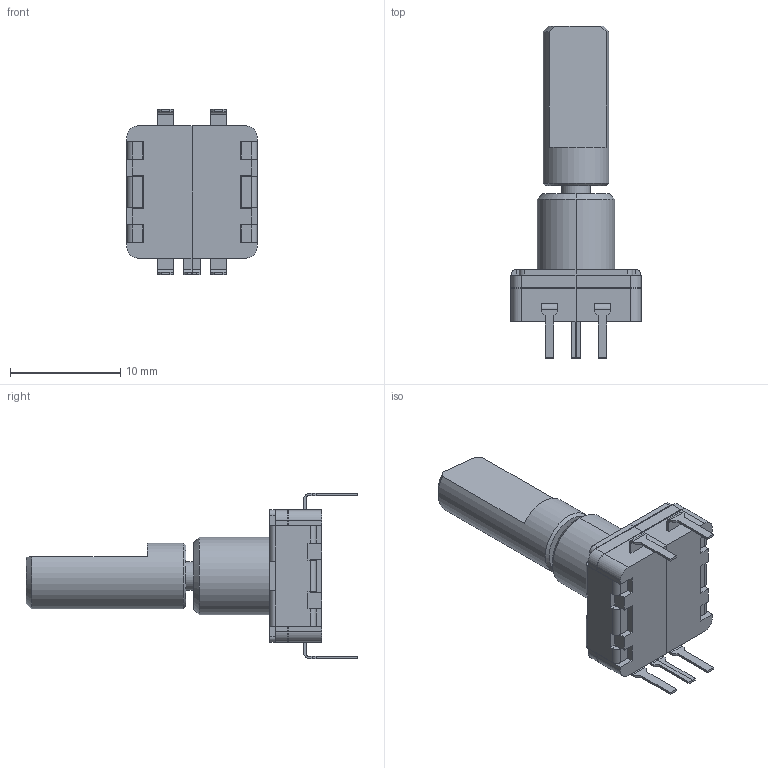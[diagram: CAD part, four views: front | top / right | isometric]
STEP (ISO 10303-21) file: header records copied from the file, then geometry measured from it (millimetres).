
FILE_DESCRIPTION(('FreeCAD Model'),'2;1');
FILE_NAME( 'EC12E2424407.step' ,'2020-04-21T02:00:40',('Author'),(''), 'Open CASCADE STEP processor 7.3','FreeCAD','Unknown');
FILE_SCHEMA(('AUTOMOTIVE_DESIGN { 1 0 10303 214 1 1 1 1 }'));
Length unit declared in the file: millimetre
Products named in the file (3): Part; Rotary_Encoder; D-handle
Assembly tree (2 placements, depth 2):
  Part
    Rotary_Encoder
    D-handle
Bounding box: 11.8 x 30.1 x 15 mm (x, y, z)
Volume: 1246.4 mm3; surface area: 1854.8 mm2
Topology: 5 solids, 5 shells, 303 faces, 2293 edges, 6553 vertices
Faces by surface type: plane 241, cylinder 58, cone 4
Full cylindrical faces by diameter (mm): 2.6 x1, 6 x1
Entity records: 26500 total; most frequent: CARTESIAN_POINT 9156, DIRECTION 3255, LINE 1939, VECTOR 1939, ORIENTED_EDGE 1554, GEOMETRIC_CURVE_SET 1517, TRIMMED_CURVE 1516, EDGE_CURVE 777
